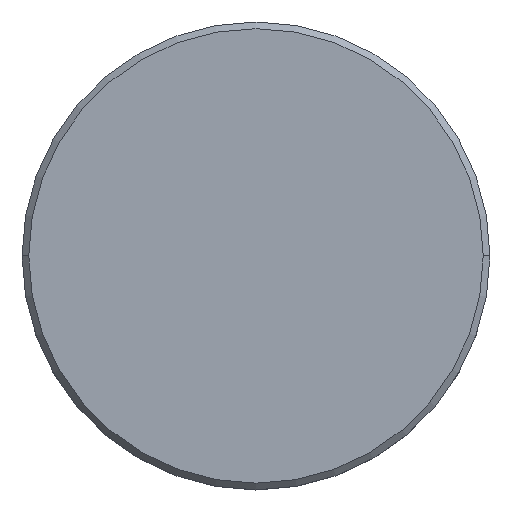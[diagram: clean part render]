
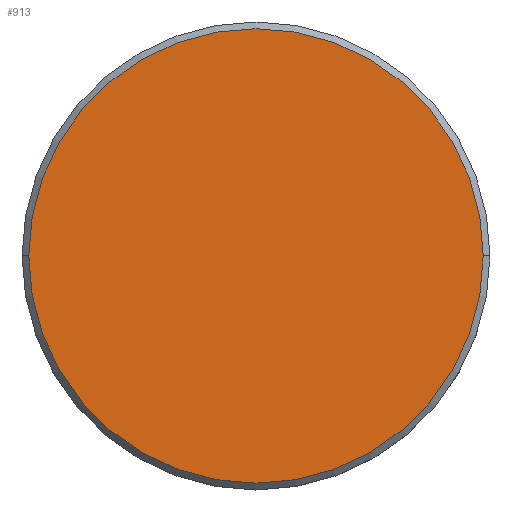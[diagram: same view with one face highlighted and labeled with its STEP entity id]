
A CAD part, top view. The second image highlights one B-rep face of the part: STEP entity #913.
In plain terms, the highlighted planar face has unit normal (0, 0, 1).
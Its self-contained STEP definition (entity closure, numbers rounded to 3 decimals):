
#41 = EDGE_CURVE ( 'NONE', #693, #887, #828, .T. ) ;
#175 = EDGE_CURVE ( 'NONE', #887, #693, #990, .T. ) ;
#249 = ORIENTED_EDGE ( 'NONE', *, *, #175, .T. ) ;
#272 = CARTESIAN_POINT ( 'NONE',  ( 0., 0., 0. ) ) ;
#296 = DIRECTION ( 'NONE',  ( 1., 0., 0. ) ) ;
#302 = CARTESIAN_POINT ( 'NONE',  ( 17., 0., 0. ) ) ;
#308 = AXIS2_PLACEMENT_3D ( 'NONE', #272, #369, #657 ) ;
#322 = CARTESIAN_POINT ( 'NONE',  ( -17., 0., 0. ) ) ;
#369 = DIRECTION ( 'NONE',  ( 0., 0., 1. ) ) ;
#397 = AXIS2_PLACEMENT_3D ( 'NONE', #853, #1051, #296 ) ;
#592 = CARTESIAN_POINT ( 'NONE',  ( 0., 0., 0. ) ) ;
#657 = DIRECTION ( 'NONE',  ( 1., 0., 0. ) ) ;
#675 = DIRECTION ( 'NONE',  ( 1., 0., 0. ) ) ;
#693 = VERTEX_POINT ( 'NONE', #322 ) ;
#767 = EDGE_LOOP ( 'NONE', ( #1030, #249 ) ) ;
#828 = CIRCLE ( 'NONE', #308, 17. ) ;
#853 = CARTESIAN_POINT ( 'NONE',  ( 0., 0., 0. ) ) ;
#857 = PLANE ( 'NONE',  #397 ) ;
#887 = VERTEX_POINT ( 'NONE', #302 ) ;
#913 = ADVANCED_FACE ( 'NONE', ( #1132 ), #857, .T. ) ;
#918 = AXIS2_PLACEMENT_3D ( 'NONE', #592, #971, #675 ) ;
#971 = DIRECTION ( 'NONE',  ( 0., 0., 1. ) ) ;
#990 = CIRCLE ( 'NONE', #918, 17. ) ;
#1030 = ORIENTED_EDGE ( 'NONE', *, *, #41, .T. ) ;
#1051 = DIRECTION ( 'NONE',  ( 0., 0., 1. ) ) ;
#1132 = FACE_OUTER_BOUND ( 'NONE', #767, .T. ) ;
